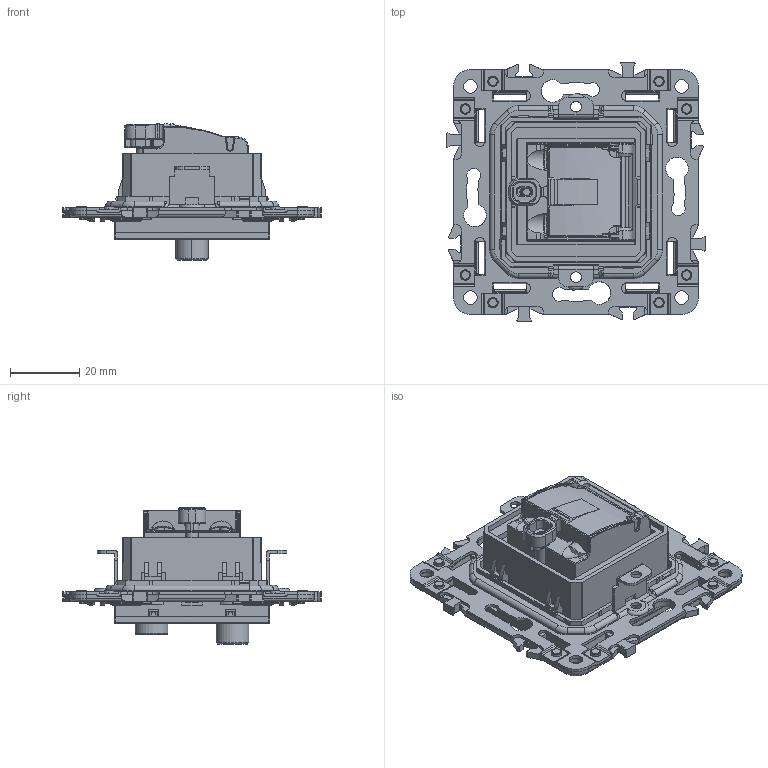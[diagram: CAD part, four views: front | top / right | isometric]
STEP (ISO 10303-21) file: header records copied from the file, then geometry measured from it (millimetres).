
FILE_DESCRIPTION (( 'STEP AP203' ), '1' );
FILE_NAME ('SKANDY ﾐ鰀. 葢鵫浯 TV+SAT.STEP', '2025-02-11T20:31:06', ( '' ), ( '' ), 'SwSTEP 2.0', 'SolidWorks 2022', '' );
FILE_SCHEMA (( 'CONFIG_CONTROL_DESIGN' ));
Products named in the file (1): SKANDY Роз. двойная TV+SAT
Bounding box: 74.7 x 74.7 x 39.6 mm (x, y, z)
Surface area: 44471.9 mm2 (no closed solid volume)
Topology: 0 solids, 9 shells, 2963 faces, 8183 edges, 5193 vertices
Faces by surface type: plane 1510, cylinder 996, torus 211, cone 110, bspline 103, sphere 33
Entity records: 98293 total; most frequent: CARTESIAN_POINT 24718, ORIENTED_EDGE 16292, DIRECTION 14393, EDGE_CURVE 8152, VERTEX_POINT 5191, LINE 4899, VECTOR 4899, AXIS2_PLACEMENT_3D 4747
